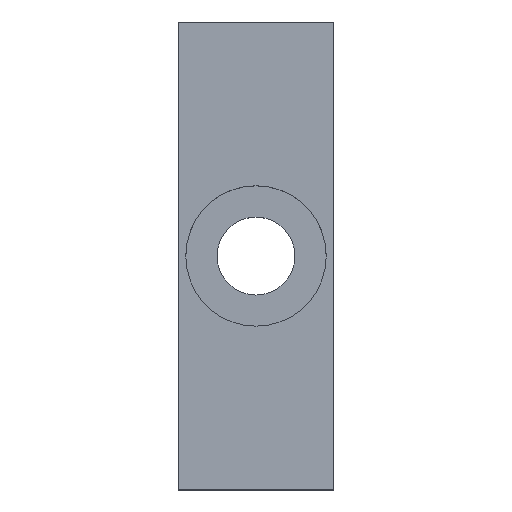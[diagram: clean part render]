
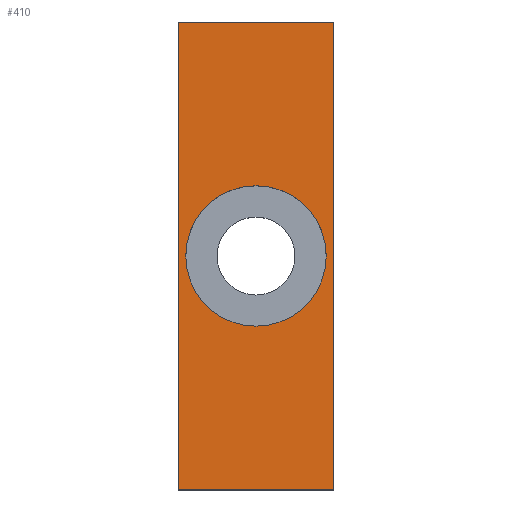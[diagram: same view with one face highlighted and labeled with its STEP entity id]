
A CAD part, top view. The second image highlights one B-rep face of the part: STEP entity #410.
In plain terms, the highlighted planar face has unit normal (0, 0, 1).
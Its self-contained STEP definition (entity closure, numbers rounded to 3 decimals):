
#132=CARTESIAN_POINT('Vertex',(0.,30.,7.)) ;
#135=CARTESIAN_POINT('Line Origine',(5.,30.,7.)) ;
#139=CARTESIAN_POINT('Vertex',(10.,30.,7.)) ;
#159=CARTESIAN_POINT('Line Origine',(5.,0.,7.)) ;
#163=CARTESIAN_POINT('Vertex',(0.,0.,7.)) ;
#165=CARTESIAN_POINT('Vertex',(10.,0.,7.)) ;
#261=CARTESIAN_POINT('Line Origine',(0.,15.,7.)) ;
#292=CARTESIAN_POINT('Line Origine',(10.,15.,7.)) ;
#381=CARTESIAN_POINT('Axis2P3D Location',(0.,30.,7.)) ;
#392=CARTESIAN_POINT('Axis2P3D Location',(5.,15.,7.)) ;
#396=CARTESIAN_POINT('Vertex',(9.5,15.,7.)) ;
#398=CARTESIAN_POINT('Vertex',(0.5,15.,7.)) ;
#401=CARTESIAN_POINT('Axis2P3D Location',(5.,15.,7.)) ;
#136=DIRECTION('Vector Direction',(1.,0.,0.)) ;
#160=DIRECTION('Vector Direction',(1.,0.,0.)) ;
#262=DIRECTION('Vector Direction',(0.,-1.,0.)) ;
#293=DIRECTION('Vector Direction',(0.,-1.,0.)) ;
#382=DIRECTION('Axis2P3D Direction',(-0.,0.,1.)) ;
#383=DIRECTION('Axis2P3D XDirection',(0.,-1.,0.)) ;
#393=DIRECTION('Axis2P3D Direction',(-0.,0.,1.)) ;
#402=DIRECTION('Axis2P3D Direction',(-0.,0.,1.)) ;
#384=AXIS2_PLACEMENT_3D('Plane Axis2P3D',#381,#382,#383) ;
#394=AXIS2_PLACEMENT_3D('Circle Axis2P3D',#392,#393,$) ;
#403=AXIS2_PLACEMENT_3D('Circle Axis2P3D',#401,#402,$) ;
#387=ORIENTED_EDGE('',*,*,#141,.F.) ;
#388=ORIENTED_EDGE('',*,*,#265,.T.) ;
#389=ORIENTED_EDGE('',*,*,#167,.T.) ;
#390=ORIENTED_EDGE('',*,*,#296,.F.) ;
#407=ORIENTED_EDGE('',*,*,#400,.F.) ;
#408=ORIENTED_EDGE('',*,*,#405,.F.) ;
#409=FACE_BOUND('',#406,.T.) ;
#137=VECTOR('Line Direction',#136,1.) ;
#161=VECTOR('Line Direction',#160,1.) ;
#263=VECTOR('Line Direction',#262,1.) ;
#294=VECTOR('Line Direction',#293,1.) ;
#410=ADVANCED_FACE('Corps principal',(#391,#409),#385,.T.) ;
#395=CIRCLE('generated circle',#394,4.5) ;
#404=CIRCLE('generated circle',#403,4.5) ;
#141=EDGE_CURVE('',#133,#140,#138,.T.) ;
#167=EDGE_CURVE('',#164,#166,#162,.T.) ;
#265=EDGE_CURVE('',#133,#164,#264,.T.) ;
#296=EDGE_CURVE('',#140,#166,#295,.T.) ;
#400=EDGE_CURVE('',#397,#399,#395,.T.) ;
#405=EDGE_CURVE('',#399,#397,#404,.T.) ;
#386=EDGE_LOOP('',(#387,#388,#389,#390)) ;
#406=EDGE_LOOP('',(#407,#408)) ;
#391=FACE_OUTER_BOUND('',#386,.T.) ;
#138=LINE('Line',#135,#137) ;
#162=LINE('Line',#159,#161) ;
#264=LINE('Line',#261,#263) ;
#295=LINE('Line',#292,#294) ;
#385=PLANE('Plane',#384) ;
#133=VERTEX_POINT('',#132) ;
#140=VERTEX_POINT('',#139) ;
#164=VERTEX_POINT('',#163) ;
#166=VERTEX_POINT('',#165) ;
#397=VERTEX_POINT('',#396) ;
#399=VERTEX_POINT('',#398) ;
